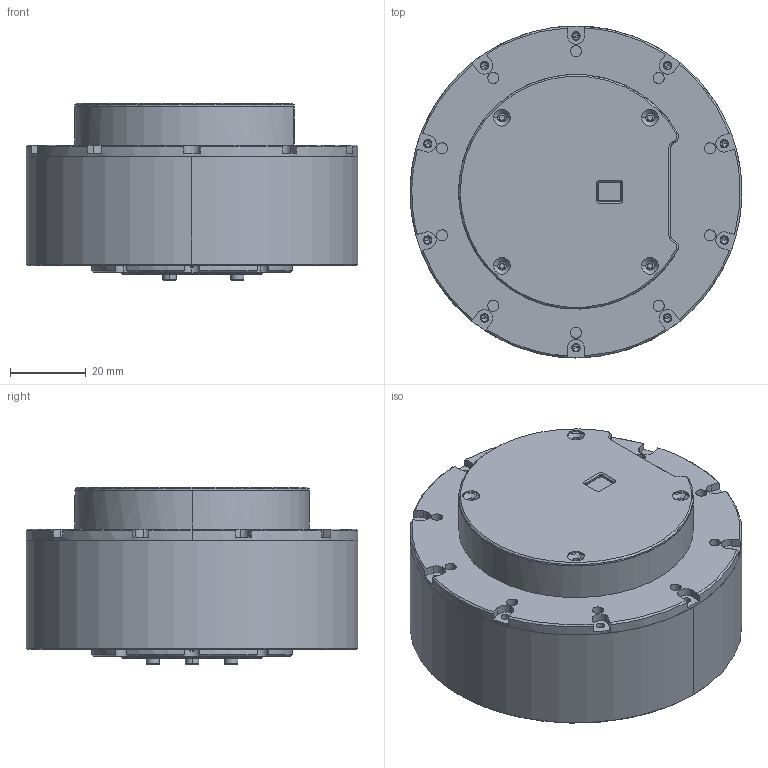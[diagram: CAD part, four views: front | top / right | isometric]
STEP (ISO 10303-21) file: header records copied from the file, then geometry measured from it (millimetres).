
FILE_DESCRIPTION(('FreeCAD Model'),'2;1');
FILE_NAME('Open CASCADE Shape Model','2025-04-29T10:29:07',('FreeCAD'),( 'FreeCAD'),'Open CASCADE STEP processor 7.6','FreeCAD','Unknown');
FILE_SCHEMA(('AUTOMOTIVE_DESIGN { 1 0 10303 214 1 1 1 1 }'));
Products named in the file (1): Open CASCADE STEP translator 7.6 1
Bounding box: 87.64 x 87.64 x 46.92 mm (x, y, z)
Volume: 124858.8 mm3; surface area: 141948.9 mm2
Topology: 86 solids, 87 shells, 3422 faces, 8938 edges, 5846 vertices
Faces by surface type: bspline 3422
Entity records: 135544 total; most frequent: CARTESIAN_POINT 83893, ORIENTED_EDGE 17816, EDGE_CURVE 8908, B_SPLINE_CURVE_WITH_KNOTS 5872, VERTEX_POINT 5846, FACE_BOUND 3856, EDGE_LOOP 3856, ADVANCED_FACE 3422
